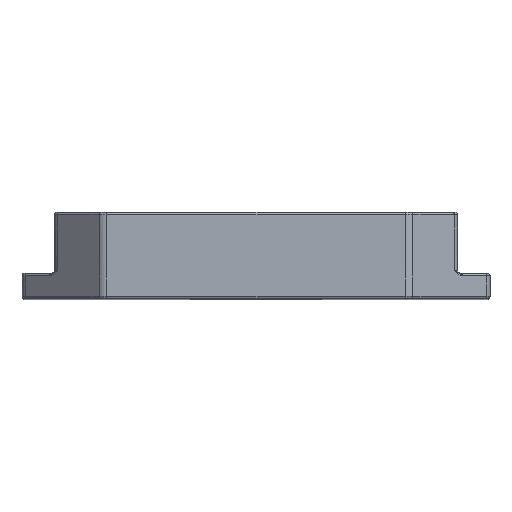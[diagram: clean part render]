
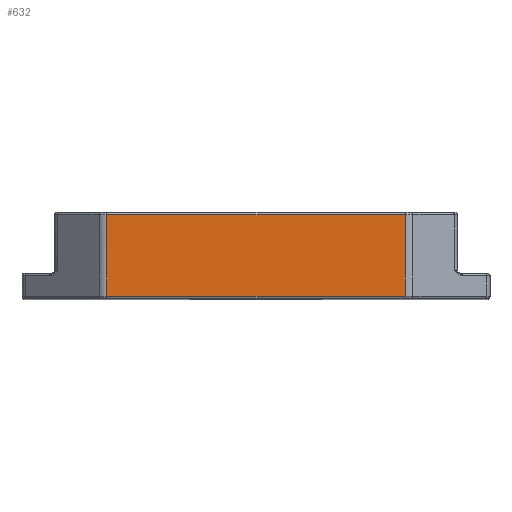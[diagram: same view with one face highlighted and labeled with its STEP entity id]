
A CAD part, top view. The second image highlights one B-rep face of the part: STEP entity #632.
In plain terms, the highlighted free-form (B-spline) face has degree [1, 1] with [2, 2] control points.
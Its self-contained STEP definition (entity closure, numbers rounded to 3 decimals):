
#632 = ADVANCED_FACE('',(#633),#663,.F.);
#633 = FACE_BOUND('',#634,.T.);
#634 = EDGE_LOOP('',(#635,#644,#651,#658));
#635 = ORIENTED_EDGE('',*,*,#636,.T.);
#636 = EDGE_CURVE('',#637,#639,#641,.T.);
#637 = VERTEX_POINT('',#638);
#638 = CARTESIAN_POINT('',(-9.6,5.398,
    21.489));
#639 = VERTEX_POINT('',#640);
#640 = CARTESIAN_POINT('',(-9.6,0.172,
    21.489));
#641 = B_SPLINE_CURVE_WITH_KNOTS('',1,(#642,#643),.UNSPECIFIED.,.F.,.F.,
  (2,2),(0.127,3.988),.PIECEWISE_BEZIER_KNOTS.);
#642 = CARTESIAN_POINT('',(-9.6,5.398,
    21.489));
#643 = CARTESIAN_POINT('',(-9.6,0.172,
    21.489));
#644 = ORIENTED_EDGE('',*,*,#645,.T.);
#645 = EDGE_CURVE('',#639,#646,#648,.T.);
#646 = VERTEX_POINT('',#647);
#647 = CARTESIAN_POINT('',(9.6,0.172,21.489
    ));
#648 = B_SPLINE_CURVE_WITH_KNOTS('',1,(#649,#650),.UNSPECIFIED.,.F.,.F.,
  (2,2),(4.02,18.205),.PIECEWISE_BEZIER_KNOTS.);
#649 = CARTESIAN_POINT('',(-9.6,0.172,
    21.489));
#650 = CARTESIAN_POINT('',(9.6,0.172,21.489
    ));
#651 = ORIENTED_EDGE('',*,*,#652,.T.);
#652 = EDGE_CURVE('',#646,#653,#655,.T.);
#653 = VERTEX_POINT('',#654);
#654 = CARTESIAN_POINT('',(9.6,5.398,21.489
    ));
#655 = B_SPLINE_CURVE_WITH_KNOTS('',1,(#656,#657),.UNSPECIFIED.,.F.,.F.,
  (2,2),(-3.988,-0.127),.PIECEWISE_BEZIER_KNOTS.);
#656 = CARTESIAN_POINT('',(9.6,0.172,21.489
    ));
#657 = CARTESIAN_POINT('',(9.6,5.398,21.489
    ));
#658 = ORIENTED_EDGE('',*,*,#659,.T.);
#659 = EDGE_CURVE('',#653,#637,#660,.T.);
#660 = B_SPLINE_CURVE_WITH_KNOTS('',1,(#661,#662),.UNSPECIFIED.,.F.,.F.,
  (2,2),(-14.184,-0.),.PIECEWISE_BEZIER_KNOTS.);
#661 = CARTESIAN_POINT('',(9.6,5.398,21.489
    ));
#662 = CARTESIAN_POINT('',(-9.6,5.398,
    21.489));
#663 = B_SPLINE_SURFACE_WITH_KNOTS('',1,1,(
    (#664,#665)
    ,(#666,#667
    )),.UNSPECIFIED.,.F.,.F.,.F.,(2,2),(2,2),(-18.205,
    -4.02),(-3.988,-0.127),.PIECEWISE_BEZIER_KNOTS.);
#664 = CARTESIAN_POINT('',(9.6,0.172,21.489
    ));
#665 = CARTESIAN_POINT('',(9.6,5.398,21.489
    ));
#666 = CARTESIAN_POINT('',(-9.6,0.172,
    21.489));
#667 = CARTESIAN_POINT('',(-9.6,5.398,
    21.489));
